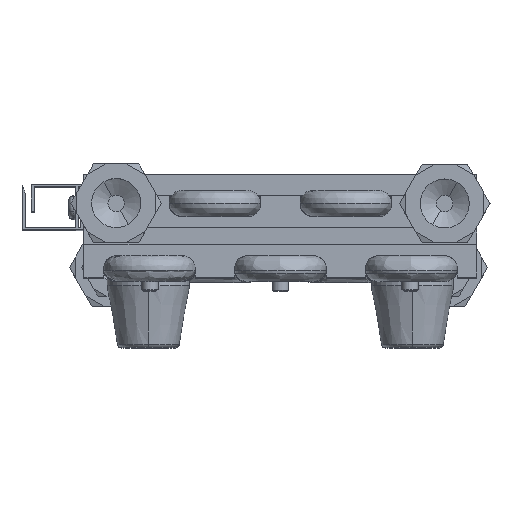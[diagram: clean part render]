
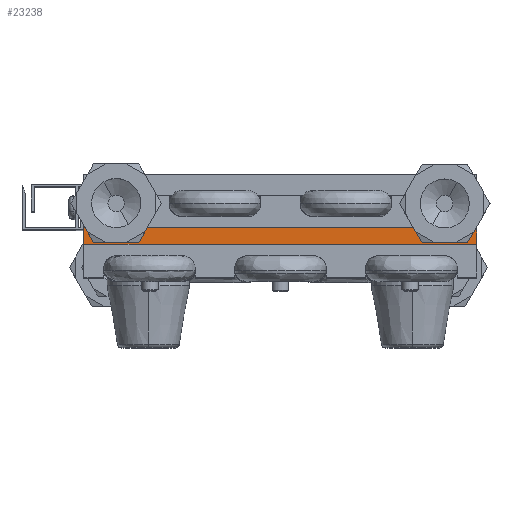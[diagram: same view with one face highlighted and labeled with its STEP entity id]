
A CAD part, top view. The second image highlights one B-rep face of the part: STEP entity #23238.
In plain terms, the highlighted face is planar.
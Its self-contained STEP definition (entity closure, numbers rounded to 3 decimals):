
#1690 = DIRECTION ( 'NONE',  ( 0., -1., 0. ) ) ;
#1708 = VERTEX_POINT ( 'NONE', #11470 ) ;
#2992 = LINE ( 'NONE', #36946, #32066 ) ;
#4265 = EDGE_CURVE ( 'NONE', #1708, #13196, #24743, .T. ) ;
#5827 = EDGE_CURVE ( 'NONE', #1708, #33539, #18759, .T. ) ;
#8056 = AXIS2_PLACEMENT_3D ( 'NONE', #16064, #15684, #36029 ) ;
#10673 = CARTESIAN_POINT ( 'NONE',  ( -76.2, 2., 47.625 ) ) ;
#10934 = EDGE_LOOP ( 'NONE', ( #16916, #33032, #16260, #32951 ) ) ;
#11470 = CARTESIAN_POINT ( 'NONE',  ( -76.2, 2., -47.625 ) ) ;
#12632 = PLANE ( 'NONE',  #8056 ) ;
#13196 = VERTEX_POINT ( 'NONE', #17051 ) ;
#15684 = DIRECTION ( 'NONE',  ( 1., 0., 0. ) ) ;
#15870 = CARTESIAN_POINT ( 'NONE',  ( -76.2, 2., 47.625 ) ) ;
#16064 = CARTESIAN_POINT ( 'NONE',  ( -76.2, 2., 47.625 ) ) ;
#16260 = ORIENTED_EDGE ( 'NONE', *, *, #4265, .F. ) ;
#16916 = ORIENTED_EDGE ( 'NONE', *, *, #32905, .T. ) ;
#17051 = CARTESIAN_POINT ( 'NONE',  ( -76.2, 2., 47.625 ) ) ;
#17120 = VERTEX_POINT ( 'NONE', #32108 ) ;
#17464 = CARTESIAN_POINT ( 'NONE',  ( -76.2, -2., -47.625 ) ) ;
#18578 = VECTOR ( 'NONE', #1690, 1000. ) ;
#18759 = LINE ( 'NONE', #29946, #29791 ) ;
#19321 = FACE_OUTER_BOUND ( 'NONE', #10934, .T. ) ;
#23238 = ADVANCED_FACE ( 'NONE', ( #19321 ), #12632, .F. ) ;
#24196 = DIRECTION ( 'NONE',  ( 0., -1., 0. ) ) ;
#24743 = LINE ( 'NONE', #15870, #27657 ) ;
#27657 = VECTOR ( 'NONE', #30487, 1000. ) ;
#27749 = DIRECTION ( 'NONE',  ( 0., 0., 1. ) ) ;
#27937 = LINE ( 'NONE', #10673, #18578 ) ;
#29791 = VECTOR ( 'NONE', #24196, 1000. ) ;
#29946 = CARTESIAN_POINT ( 'NONE',  ( -76.2, 2., -47.625 ) ) ;
#30487 = DIRECTION ( 'NONE',  ( 0., 0., 1. ) ) ;
#32066 = VECTOR ( 'NONE', #27749, 1000. ) ;
#32108 = CARTESIAN_POINT ( 'NONE',  ( -76.2, -2., 47.625 ) ) ;
#32905 = EDGE_CURVE ( 'NONE', #33539, #17120, #2992, .T. ) ;
#32951 = ORIENTED_EDGE ( 'NONE', *, *, #5827, .T. ) ;
#33032 = ORIENTED_EDGE ( 'NONE', *, *, #33053, .F. ) ;
#33053 = EDGE_CURVE ( 'NONE', #13196, #17120, #27937, .T. ) ;
#33539 = VERTEX_POINT ( 'NONE', #17464 ) ;
#36029 = DIRECTION ( 'NONE',  ( 0., 0., -1. ) ) ;
#36946 = CARTESIAN_POINT ( 'NONE',  ( -76.2, -2., 47.625 ) ) ;
